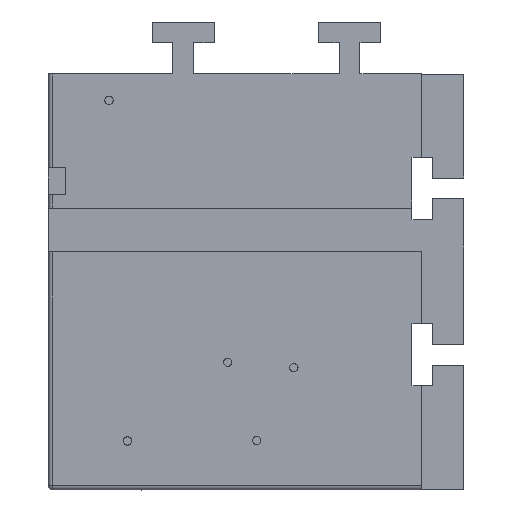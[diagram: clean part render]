
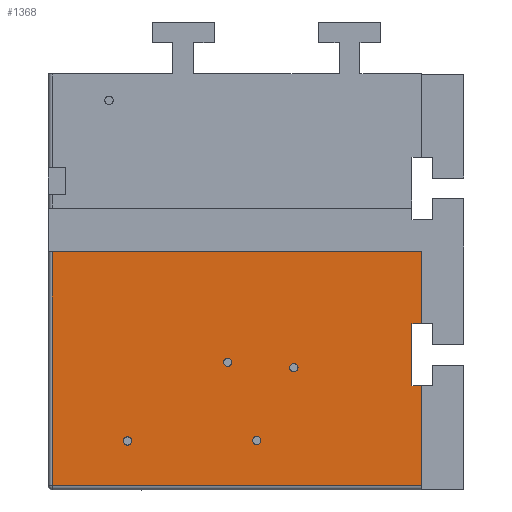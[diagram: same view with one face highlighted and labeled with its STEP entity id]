
A CAD part, top view. The second image highlights one B-rep face of the part: STEP entity #1368.
In plain terms, the highlighted planar face has unit normal (0, 0, 1).
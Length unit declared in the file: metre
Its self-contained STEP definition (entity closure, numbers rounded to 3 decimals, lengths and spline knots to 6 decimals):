
#48=CIRCLE('',#1463,0.002);
#49=CIRCLE('',#1465,0.002);
#50=CIRCLE('',#1467,0.002);
#51=CIRCLE('',#1469,0.002);
#241=ORIENTED_EDGE('',*,*,#567,.T.);
#242=ORIENTED_EDGE('',*,*,#569,.T.);
#243=ORIENTED_EDGE('',*,*,#570,.T.);
#244=ORIENTED_EDGE('',*,*,#571,.T.);
#245=ORIENTED_EDGE('',*,*,#559,.T.);
#246=ORIENTED_EDGE('',*,*,#535,.F.);
#247=ORIENTED_EDGE('',*,*,#531,.T.);
#248=ORIENTED_EDGE('',*,*,#534,.T.);
#249=ORIENTED_EDGE('',*,*,#529,.F.);
#250=ORIENTED_EDGE('',*,*,#528,.F.);
#251=ORIENTED_EDGE('',*,*,#527,.F.);
#252=ORIENTED_EDGE('',*,*,#526,.F.);
#526=EDGE_CURVE('',#707,#707,#48,.T.);
#527=EDGE_CURVE('',#708,#708,#49,.T.);
#528=EDGE_CURVE('',#709,#709,#50,.T.);
#529=EDGE_CURVE('',#710,#710,#51,.T.);
#531=EDGE_CURVE('',#711,#693,#826,.F.);
#534=EDGE_CURVE('',#693,#713,#828,.T.);
#535=EDGE_CURVE('',#711,#714,#829,.T.);
#559=EDGE_CURVE('',#729,#714,#852,.T.);
#567=EDGE_CURVE('',#713,#736,#860,.T.);
#569=EDGE_CURVE('',#736,#737,#862,.T.);
#570=EDGE_CURVE('',#737,#738,#863,.T.);
#571=EDGE_CURVE('',#738,#729,#864,.T.);
#693=VERTEX_POINT('',#2051);
#707=VERTEX_POINT('',#2096);
#708=VERTEX_POINT('',#2099);
#709=VERTEX_POINT('',#2102);
#710=VERTEX_POINT('',#2105);
#711=VERTEX_POINT('',#2108);
#713=VERTEX_POINT('',#2114);
#714=VERTEX_POINT('',#2118);
#729=VERTEX_POINT('',#2164);
#736=VERTEX_POINT('',#2181);
#737=VERTEX_POINT('',#2186);
#738=VERTEX_POINT('',#2188);
#826=LINE('',#2109,#988);
#828=LINE('',#2115,#990);
#829=LINE('',#2117,#991);
#852=LINE('',#2165,#1014);
#860=LINE('',#2182,#1022);
#862=LINE('',#2185,#1024);
#863=LINE('',#2187,#1025);
#864=LINE('',#2189,#1026);
#988=VECTOR('',#1703,1.);
#990=VECTOR('',#1709,1.);
#991=VECTOR('',#1712,1.);
#1014=VECTOR('',#1753,1.);
#1022=VECTOR('',#1765,1.);
#1024=VECTOR('',#1769,1.);
#1025=VECTOR('',#1770,1.);
#1026=VECTOR('',#1771,1.);
#1131=EDGE_LOOP('',(#241,#242,#243,#244,#245,#246,#247,#248));
#1132=EDGE_LOOP('',(#249));
#1133=EDGE_LOOP('',(#250));
#1134=EDGE_LOOP('',(#251));
#1135=EDGE_LOOP('',(#252));
#1224=FACE_BOUND('',#1131,.T.);
#1225=FACE_BOUND('',#1132,.T.);
#1226=FACE_BOUND('',#1133,.T.);
#1227=FACE_BOUND('',#1134,.T.);
#1228=FACE_BOUND('',#1135,.T.);
#1291=PLANE('',#1486);
#1368=ADVANCED_FACE('',(#1224,#1225,#1226,#1227,#1228),#1291,.F.);
#1463=AXIS2_PLACEMENT_3D('',#2095,#1685,#1686);
#1465=AXIS2_PLACEMENT_3D('',#2098,#1689,#1690);
#1467=AXIS2_PLACEMENT_3D('',#2101,#1693,#1694);
#1469=AXIS2_PLACEMENT_3D('',#2104,#1697,#1698);
#1486=AXIS2_PLACEMENT_3D('',#2184,#1767,#1768);
#1685=DIRECTION('',(0.,0.,1.));
#1686=DIRECTION('',(1.,0.,0.));
#1689=DIRECTION('',(0.,0.,1.));
#1690=DIRECTION('',(1.,0.,0.));
#1693=DIRECTION('',(0.,0.,1.));
#1694=DIRECTION('',(1.,0.,0.));
#1697=DIRECTION('',(0.,0.,1.));
#1698=DIRECTION('',(1.,0.,0.));
#1703=DIRECTION('',(0.,1.,0.));
#1709=DIRECTION('',(1.,0.,0.));
#1712=DIRECTION('',(1.,0.,0.));
#1753=DIRECTION('',(0.,1.,0.));
#1765=DIRECTION('',(0.,1.,0.));
#1767=DIRECTION('',(0.,0.,-1.));
#1768=DIRECTION('',(1.,0.,0.));
#1769=DIRECTION('',(-1.,0.,0.));
#1770=DIRECTION('',(0.,1.,0.));
#1771=DIRECTION('',(1.,0.,0.));
#2051=CARTESIAN_POINT('',(-0.198,-0.032014,-0.255143));
#2095=CARTESIAN_POINT('',(-0.1618,-0.010446,-0.255143));
#2096=CARTESIAN_POINT('',(-0.1598,-0.010446,-0.255143));
#2098=CARTESIAN_POINT('',(-0.08179,0.024733,-0.255143));
#2099=CARTESIAN_POINT('',(-0.07979,0.024733,-0.255143));
#2101=CARTESIAN_POINT('',(-0.099646,-0.010243,-0.255143));
#2102=CARTESIAN_POINT('',(-0.097646,-0.010243,-0.255143));
#2104=CARTESIAN_POINT('',(-0.113591,0.027374,-0.255143));
#2105=CARTESIAN_POINT('',(-0.111591,0.027374,-0.255143));
#2108=CARTESIAN_POINT('',(-0.198,0.080481,-0.255143));
#2109=CARTESIAN_POINT('',(-0.198,-0.034014,-0.255143));
#2114=CARTESIAN_POINT('',(-0.0205,-0.032014,-0.255143));
#2115=CARTESIAN_POINT('',(0.2,-0.032014,-0.255143));
#2117=CARTESIAN_POINT('',(0.,0.080481,-0.255143));
#2118=CARTESIAN_POINT('',(-0.0205,0.080481,-0.255143));
#2164=CARTESIAN_POINT('',(-0.0205,0.045986,-0.255143));
#2165=CARTESIAN_POINT('',(-0.0205,0.165986,-0.255143));
#2181=CARTESIAN_POINT('',(-0.0205,0.015986,-0.255143));
#2182=CARTESIAN_POINT('',(-0.0205,0.165986,-0.255143));
#2184=CARTESIAN_POINT('',(0.,0.165986,-0.255143));
#2185=CARTESIAN_POINT('',(-0.022276,0.015986,-0.255143));
#2186=CARTESIAN_POINT('',(-0.025,0.015986,-0.255143));
#2187=CARTESIAN_POINT('',(-0.025,0.165986,-0.255143));
#2188=CARTESIAN_POINT('',(-0.025,0.045986,-0.255143));
#2189=CARTESIAN_POINT('',(-0.023103,0.045986,-0.255143));
